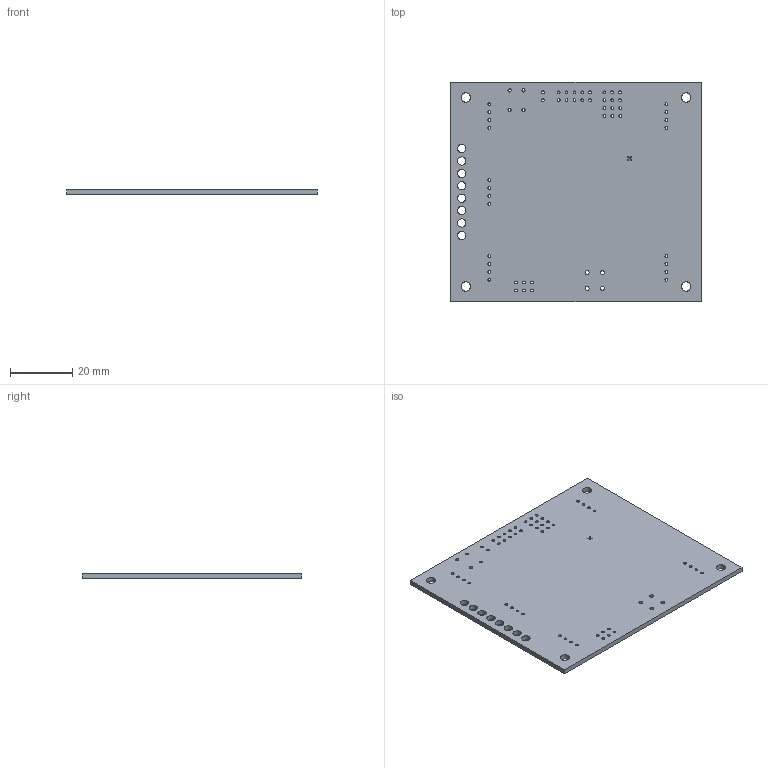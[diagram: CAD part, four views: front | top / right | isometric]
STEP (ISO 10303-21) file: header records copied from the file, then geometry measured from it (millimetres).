
FILE_DESCRIPTION(('KiCad electronic assembly'),'2;1');
FILE_NAME('SOLARMINIBAT01A.step','2022-08-15T12:43:57',('Pcbnew'),( 'Kicad'),'Open CASCADE STEP processor 7.5','KiCad to STEP converter' ,'Unknown');
FILE_SCHEMA(('AUTOMOTIVE_DESIGN { 1 0 10303 214 1 1 1 1 }'));
Length unit declared in the file: millimetre
Products named in the file (2): SOLARMINIBAT01A 1; SOLARMINIBAT01A PCB
Assembly tree (1 placements, depth 2):
  SOLARMINIBAT01A 1
    SOLARMINIBAT01A PCB
Bounding box: 80.77 x 70.61 x 1.6 mm (x, y, z)
Volume: 8943.3 mm3; surface area: 12109.6 mm2
Topology: 1 solids, 1 shells, 81 faces, 237 edges, 158 vertices
Faces by surface type: cylinder 75, plane 6
Full cylindrical faces by diameter (mm): 0.3 x5, 0.889 x50, 1 x4, 1.3 x4, 2.7 x8, 3 x4
Entity records: 6209 total; most frequent: DIRECTION 1027, CARTESIAN_POINT 952, ORIENTED_EDGE 474, PCURVE 474, DEFINITIONAL_REPRESENTATION 474, LINE 411, VECTOR 411, CIRCLE 300
